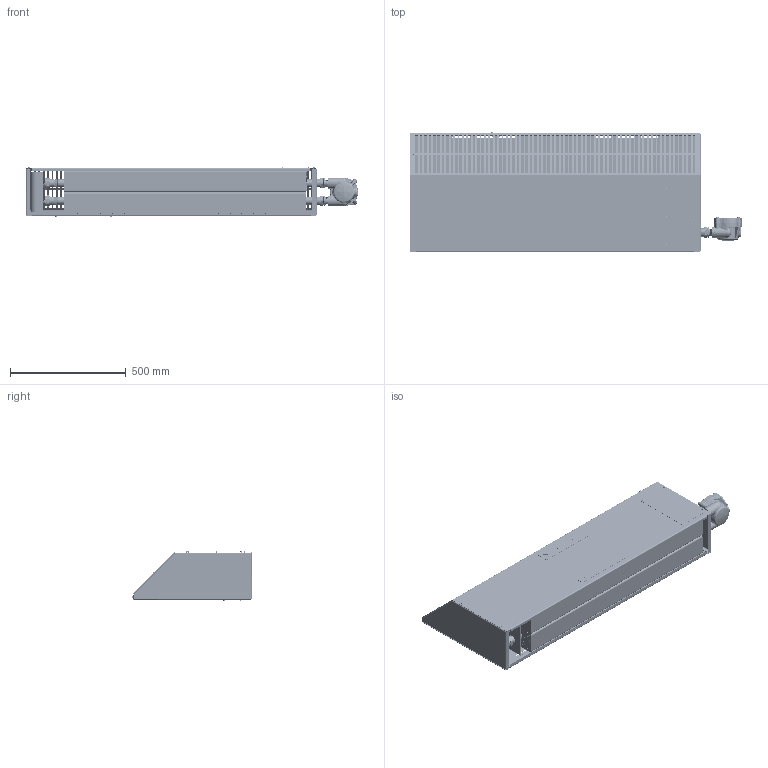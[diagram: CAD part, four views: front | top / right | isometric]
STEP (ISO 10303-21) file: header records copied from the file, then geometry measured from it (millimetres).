
FILE_DESCRIPTION (( 'STEP AP214' ), '1' );
FILE_NAME ('XEC Y MOUNT W-BLANK 49.5.STEP', '2021-08-31T20:39:38', ( '' ), ( '' ), 'SwSTEP 2.0', 'SolidWorks 2020', '' );
FILE_SCHEMA (( 'AUTOMOTIVE_DESIGN' ));
Length unit declared in the file: inch
Products named in the file (1): XEC Y MOUNT W-BLANK 49.5
Bounding box: 1434.85 x 519.46 x 215.29 mm (x, y, z)
Volume: 31703393.6 mm3; surface area: 4980742.5 mm2
Topology: 62 solids, 67 shells, 7103 faces, 17805 edges, 11068 vertices
Faces by surface type: cylinder 2126, plane 2043, cone 1040, bspline 998, torus 860, sphere 36
Entity records: 414387 total; most frequent: CARTESIAN_POINT 161754, ORIENTED_EDGE 35518, DIRECTION 30802, EDGE_CURVE 17759, AXIS2_PLACEMENT_3D 11243, VERTEX_POINT 11063, VECTOR 8316, LINE 8316
